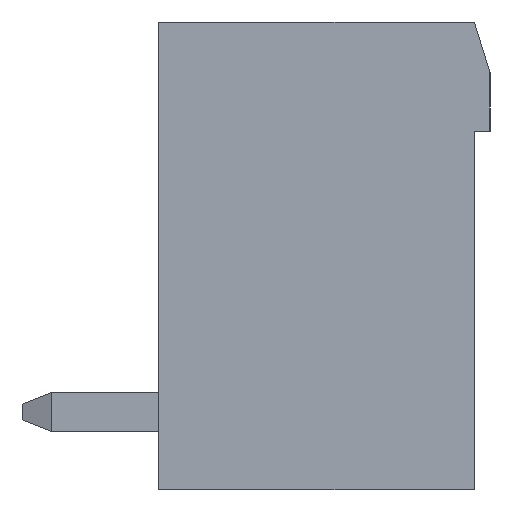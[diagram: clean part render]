
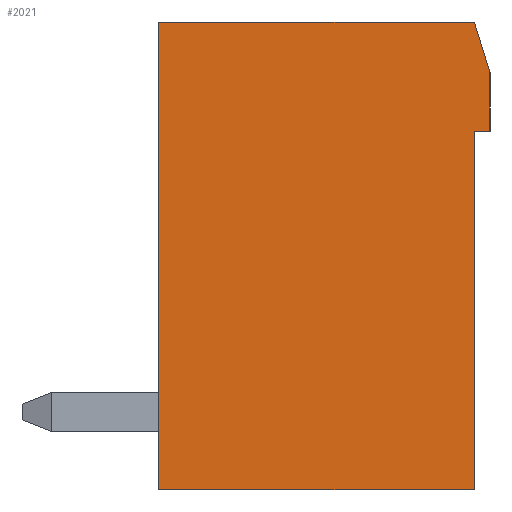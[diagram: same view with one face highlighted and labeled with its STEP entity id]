
A CAD part, left-side view. The second image highlights one B-rep face of the part: STEP entity #2021.
In plain terms, the highlighted planar face has unit normal (-1, 0, 0).
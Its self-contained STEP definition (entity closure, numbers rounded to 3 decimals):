
#2021 = ADVANCED_FACE( '', ( #4252 ), #4253, .T. );
#4252 = FACE_OUTER_BOUND( '', #6737, .T. );
#4253 = PLANE( '', #6738 );
#6737 = EDGE_LOOP( '', ( #12316, #12317, #12318, #12319, #12320, #12321, #12322 ) );
#6738 = AXIS2_PLACEMENT_3D( '', #12323, #12324, #12325 );
#12316 = ORIENTED_EDGE( '', *, *, #17721, .T. );
#12317 = ORIENTED_EDGE( '', *, *, #17722, .T. );
#12318 = ORIENTED_EDGE( '', *, *, #16042, .T. );
#12319 = ORIENTED_EDGE( '', *, *, #16000, .T. );
#12320 = ORIENTED_EDGE( '', *, *, #17723, .T. );
#12321 = ORIENTED_EDGE( '', *, *, #17690, .T. );
#12322 = ORIENTED_EDGE( '', *, *, #17724, .T. );
#12323 = CARTESIAN_POINT( '', ( -59.42, 0., 0. ) );
#12324 = DIRECTION( '', ( -1., 0., 0. ) );
#12325 = DIRECTION( '', ( 0., 0., 1. ) );
#16000 = EDGE_CURVE( '', #19513, #19511, #19514, .T. );
#16042 = EDGE_CURVE( '', #19589, #19513, #19590, .T. );
#17690 = EDGE_CURVE( '', #22108, #22109, #22110, .T. );
#17721 = EDGE_CURVE( '', #22146, #22147, #22148, .T. );
#17722 = EDGE_CURVE( '', #22147, #19589, #22149, .T. );
#17723 = EDGE_CURVE( '', #19511, #22108, #22150, .T. );
#17724 = EDGE_CURVE( '', #22109, #22146, #22151, .T. );
#19511 = VERTEX_POINT( '', #24517 );
#19513 = VERTEX_POINT( '', #24520 );
#19514 = LINE( '', #24521, #24522 );
#19589 = VERTEX_POINT( '', #24629 );
#19590 = LINE( '', #24630, #24631 );
#22108 = VERTEX_POINT( '', #28356 );
#22109 = VERTEX_POINT( '', #28357 );
#22110 = LINE( '', #28358, #28359 );
#22146 = VERTEX_POINT( '', #28413 );
#22147 = VERTEX_POINT( '', #28414 );
#22148 = LINE( '', #28415, #28416 );
#22149 = LINE( '', #28417, #28418 );
#22150 = LINE( '', #28419, #28420 );
#22151 = LINE( '', #28421, #28422 );
#24517 = CARTESIAN_POINT( '', ( -59.42, -4.05, -6. ) );
#24520 = CARTESIAN_POINT( '', ( -59.42, 4.05, -6. ) );
#24521 = CARTESIAN_POINT( '', ( -59.42, 4.05, -6. ) );
#24522 = VECTOR( '', #30176, 1000. );
#24629 = CARTESIAN_POINT( '', ( -59.42, 4.05, 6. ) );
#24630 = CARTESIAN_POINT( '', ( -59.42, 4.05, 6. ) );
#24631 = VECTOR( '', #30221, 1000. );
#28356 = CARTESIAN_POINT( '', ( -59.42, -4.05, 3.2 ) );
#28357 = CARTESIAN_POINT( '', ( -59.42, -4.45, 3.2 ) );
#28358 = CARTESIAN_POINT( '', ( -59.42, -4.05, 3.2 ) );
#28359 = VECTOR( '', #31705, 1000. );
#28413 = CARTESIAN_POINT( '', ( -59.42, -4.45, 4.7 ) );
#28414 = CARTESIAN_POINT( '', ( -59.42, -4.05, 6. ) );
#28415 = CARTESIAN_POINT( '', ( -59.42, -4.45, 4.7 ) );
#28416 = VECTOR( '', #31724, 1000. );
#28417 = CARTESIAN_POINT( '', ( -59.42, -4.05, 6. ) );
#28418 = VECTOR( '', #31725, 1000. );
#28419 = CARTESIAN_POINT( '', ( -59.42, -4.05, -6. ) );
#28420 = VECTOR( '', #31726, 1000. );
#28421 = CARTESIAN_POINT( '', ( -59.42, -4.45, 3.2 ) );
#28422 = VECTOR( '', #31727, 1000. );
#30176 = DIRECTION( '', ( 0., -1., 0. ) );
#30221 = DIRECTION( '', ( 0., 0., -1. ) );
#31705 = DIRECTION( '', ( 0., -1., 0. ) );
#31724 = DIRECTION( '', ( 0., 0.294, 0.956 ) );
#31725 = DIRECTION( '', ( 0., 1., 0. ) );
#31726 = DIRECTION( '', ( 0., 0., 1. ) );
#31727 = DIRECTION( '', ( 0., 0., 1. ) );
